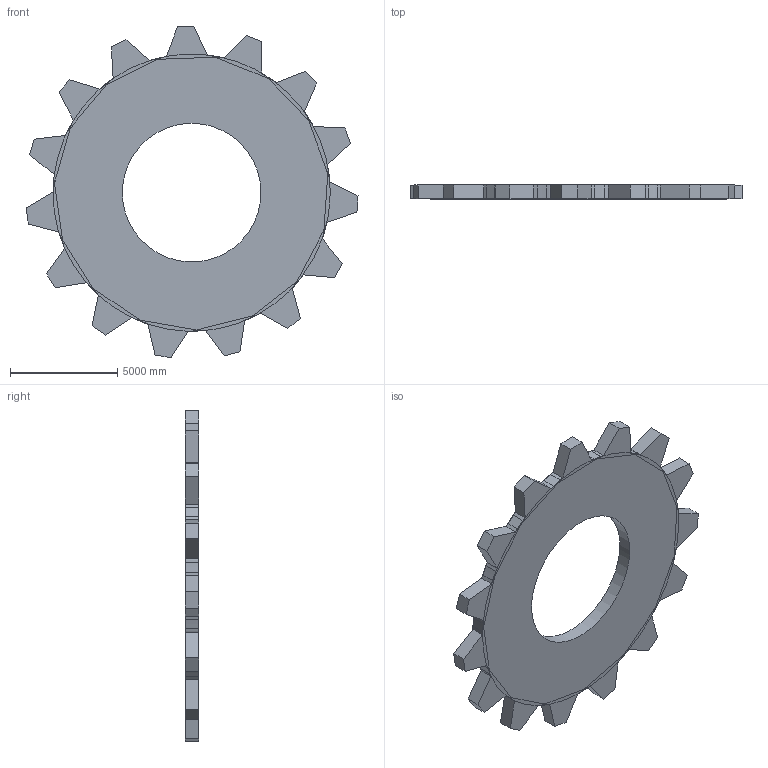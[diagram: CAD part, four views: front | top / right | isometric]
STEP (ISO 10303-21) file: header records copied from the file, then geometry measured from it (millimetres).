
FILE_DESCRIPTION((('zoo.dev export')), '2;1');
FILE_NAME('dump.step', '1970-01-01T00:00:00.0+00:00', ('Author unknown'), ('Organization unknown'), 'zoo.dev beta', 'zoo.dev', 'Authorization unknown');
FILE_SCHEMA(('AP203_CONFIGURATION_CONTROLLED_3D_DESIGN_OF_MECHANICAL_PARTS_AND_ASSEMBLIES_MIM_LF'));
Length unit declared in the file: metre
Products named in the file (16): UNIDENTIFIED_PRODUCT
Bounding box: 15449.87 x 645.16 x 15423.39 mm (x, y, z)
Volume: 83851453766.9 mm3; surface area: 377216415.1 mm2
Topology: 16 solids, 16 shells, 124 faces, 276 edges, 184 vertices
Faces by surface type: plane 122, bspline 2
Entity records: 3367 total; most frequent: CARTESIAN_POINT 650, ORIENTED_EDGE 552, DIRECTION 394, EDGE_CURVE 276, VECTOR 272, LINE 272, VERTEX_POINT 184, EDGE_LOOP 126
